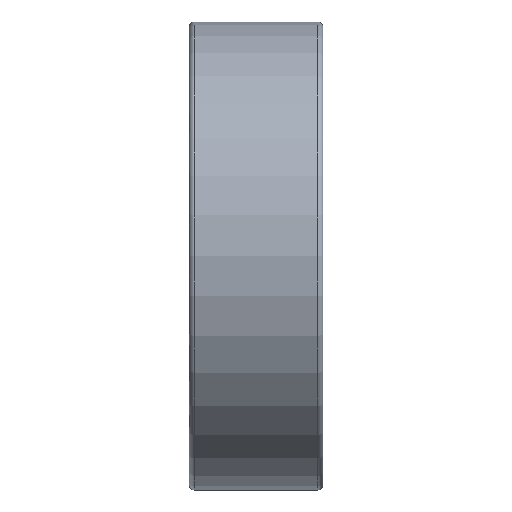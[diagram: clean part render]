
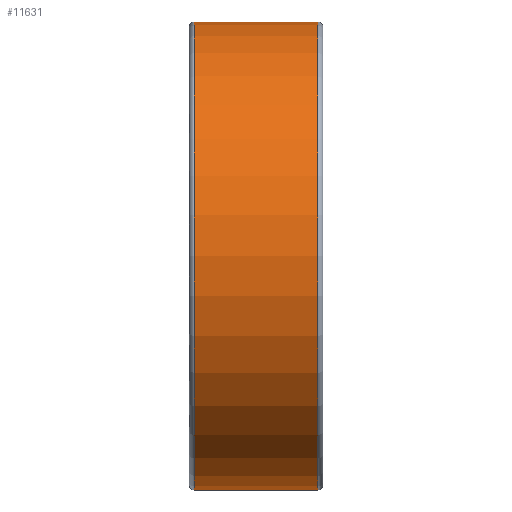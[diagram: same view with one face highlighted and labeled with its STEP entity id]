
A CAD part, top view. The second image highlights one B-rep face of the part: STEP entity #11631.
In plain terms, the highlighted cylindrical face has radius 14 mm (diameter 28 mm), a partial arc.
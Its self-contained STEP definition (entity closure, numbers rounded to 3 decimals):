
#2948=CARTESIAN_POINT('',(-3.7,0.,0.));
#2949=DIRECTION('',(1.,0.,0.));
#2950=DIRECTION('',(0.,1.,0.));
#2951=AXIS2_PLACEMENT_3D('',#2948,#2949,#2950);
#2956=CARTESIAN_POINT('',(3.7,0.,0.));
#2957=DIRECTION('',(1.,0.,0.));
#2958=DIRECTION('',(0.,1.,0.));
#2959=AXIS2_PLACEMENT_3D('',#2956,#2957,#2958);
#2972=DIRECTION('',(-1.,0.,0.));
#2973=VECTOR('',#2972,7.4);
#2974=CARTESIAN_POINT('',(3.7,-14.,0.));
#2975=LINE('',#2974,#2973);
#2987=DIRECTION('',(-1.,0.,0.));
#2988=VECTOR('',#2987,7.4);
#2989=CARTESIAN_POINT('',(3.7,14.,0.));
#2990=LINE('',#2989,#2988);
#8981=CARTESIAN_POINT('',(-3.7,14.,0.));
#8982=CARTESIAN_POINT('',(-3.7,-14.,0.));
#8983=VERTEX_POINT('',#8981);
#8984=VERTEX_POINT('',#8982);
#8985=CARTESIAN_POINT('',(3.7,14.,0.));
#8986=CARTESIAN_POINT('',(3.7,-14.,0.));
#8987=VERTEX_POINT('',#8985);
#8988=VERTEX_POINT('',#8986);
#11617=CARTESIAN_POINT('',(-4.4,0.,0.));
#11618=DIRECTION('',(1.,0.,0.));
#11619=DIRECTION('',(0.,-1.,0.));
#11620=AXIS2_PLACEMENT_3D('',#11617,#11618,#11619);
#11621=CYLINDRICAL_SURFACE('',#11620,14.);
#11622=ORIENTED_EDGE('',*,*,#11607,.F.);
#11624=ORIENTED_EDGE('',*,*,#11623,.F.);
#11626=ORIENTED_EDGE('',*,*,#11625,.T.);
#11628=ORIENTED_EDGE('',*,*,#11627,.T.);
#11629=EDGE_LOOP('',(#11622,#11624,#11626,#11628));
#11630=FACE_OUTER_BOUND('',#11629,.F.);
#2952=CIRCLE('',#2951,14.);
#2960=CIRCLE('',#2959,14.);
#11607=EDGE_CURVE('',#8983,#8984,#2952,.T.);
#11623=EDGE_CURVE('',#8987,#8983,#2990,.T.);
#11625=EDGE_CURVE('',#8987,#8988,#2960,.T.);
#11627=EDGE_CURVE('',#8988,#8984,#2975,.T.);
#11631=ADVANCED_FACE('',(#11630),#11621,.T.);
